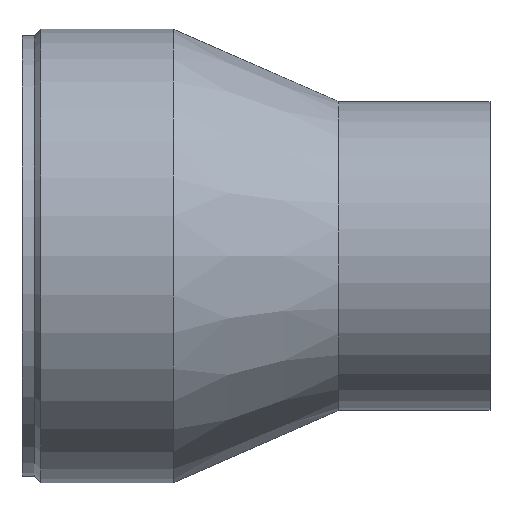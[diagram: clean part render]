
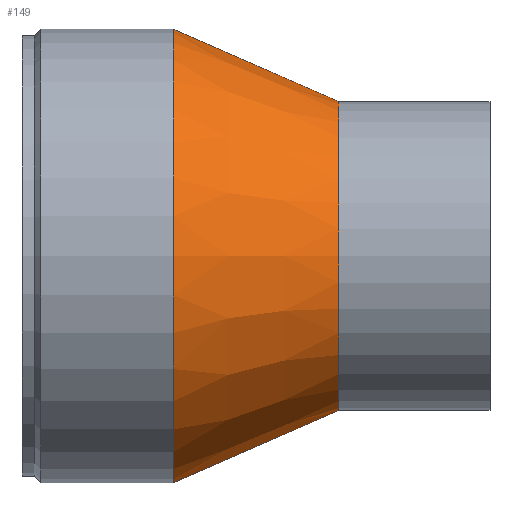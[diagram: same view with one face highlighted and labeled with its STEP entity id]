
A CAD part, top view. The second image highlights one B-rep face of the part: STEP entity #149.
In plain terms, the highlighted conical face has half-angle 23.603 degrees and reference radius 26.475 mm.
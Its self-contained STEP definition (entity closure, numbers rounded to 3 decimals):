
#137 = EDGE_CURVE( '', #283, #241, #343, .T. );
#145 = EDGE_CURVE( '', #175, #243, #351, .T. );
#149 = ADVANCED_FACE( '', ( #355 ), #356, .T. );
#175 = VERTEX_POINT( '', #387 );
#231 = EDGE_CURVE( '', #241, #175, #449, .T. );
#233 = EDGE_CURVE( '', #283, #243, #451, .T. );
#241 = VERTEX_POINT( '', #460 );
#243 = VERTEX_POINT( '', #462 );
#283 = VERTEX_POINT( '', #510 );
#343 = LINE( '', #570, #571 );
#351 = LINE( '', #585, #586 );
#355 = FACE_OUTER_BOUND( '', #590, .T. );
#356 = CONICAL_SURFACE( '', #591, 26.475, 0.412 );
#387 = CARTESIAN_POINT( '', ( 0., 21.45, 0. ) );
#449 = CIRCLE( '', #710, 21.45 );
#451 = CIRCLE( '', #713, 31.5 );
#460 = CARTESIAN_POINT( '', ( 0., -21.45, 0. ) );
#462 = CARTESIAN_POINT( '', ( -23., 31.5, 0. ) );
#510 = CARTESIAN_POINT( '', ( -23., -31.5, 0. ) );
#570 = CARTESIAN_POINT( '', ( -11.5, -26.475, 0. ) );
#571 = VECTOR( '', #848, 1. );
#585 = CARTESIAN_POINT( '', ( -11.5, 26.475, 0. ) );
#586 = VECTOR( '', #854, 1. );
#590 = EDGE_LOOP( '', ( #856, #857, #858, #859 ) );
#591 = AXIS2_PLACEMENT_3D( '', #860, #861, #862 );
#710 = AXIS2_PLACEMENT_3D( '', #969, #970, #971 );
#713 = AXIS2_PLACEMENT_3D( '', #972, #973, #974 );
#848 = DIRECTION( '', ( 0.916, 0.4, 0. ) );
#854 = DIRECTION( '', ( -0.916, 0.4, 0. ) );
#856 = ORIENTED_EDGE( '', *, *, #145, .T. );
#857 = ORIENTED_EDGE( '', *, *, #233, .F. );
#858 = ORIENTED_EDGE( '', *, *, #137, .T. );
#859 = ORIENTED_EDGE( '', *, *, #231, .T. );
#860 = CARTESIAN_POINT( '', ( -11.5, 0., 0. ) );
#861 = DIRECTION( '', ( -1., 0., 0. ) );
#862 = DIRECTION( '', ( 0., 1., 0. ) );
#969 = CARTESIAN_POINT( '', ( 0., 0., 0. ) );
#970 = DIRECTION( '', ( -1., 0., 0. ) );
#971 = DIRECTION( '', ( 0., 1., 0. ) );
#972 = CARTESIAN_POINT( '', ( -23., 0., 0. ) );
#973 = DIRECTION( '', ( -1., 0., 0. ) );
#974 = DIRECTION( '', ( 0., 1., 0. ) );
